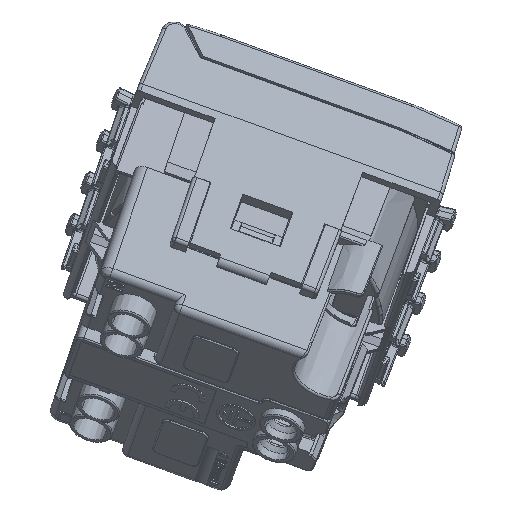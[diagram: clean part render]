
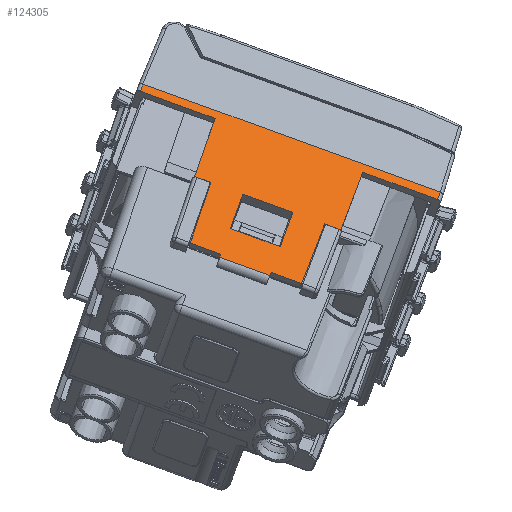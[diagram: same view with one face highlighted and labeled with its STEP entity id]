
A CAD part, left-side view. The second image highlights one B-rep face of the part: STEP entity #124305.
In plain terms, the highlighted face is planar.
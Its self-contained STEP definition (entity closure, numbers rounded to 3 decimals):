
#85748=CARTESIAN_POINT('Vertex',(-3.694,-22.226,-10.106)) ;
#85752=CARTESIAN_POINT('Control Point',(-3.694,-22.226,-10.106)) ;
#85753=CARTESIAN_POINT('Control Point',(-3.692,-22.121,-16.136)) ;
#85754=CARTESIAN_POINT('Vertex',(-3.692,-22.121,-16.136)) ;
#85777=CARTESIAN_POINT('Vertex',(3.692,-22.121,-16.136)) ;
#85815=CARTESIAN_POINT('Line Origine',(0.,-22.121,-16.136)) ;
#85861=CARTESIAN_POINT('Vertex',(3.694,-22.226,-10.106)) ;
#85864=CARTESIAN_POINT('Line Origine',(0.,-22.226,-10.106)) ;
#85884=CARTESIAN_POINT('Control Point',(3.694,-22.226,-10.106)) ;
#85885=CARTESIAN_POINT('Control Point',(3.692,-22.121,-16.136)) ;
#85908=CARTESIAN_POINT('Vertex',(-8.217,-22.043,-20.625)) ;
#85924=CARTESIAN_POINT('Vertex',(-3.7,-22.043,-20.625)) ;
#85927=CARTESIAN_POINT('Line Origine',(-5.958,-22.043,-20.625)) ;
#85948=CARTESIAN_POINT('Vertex',(-8.4,-22.226,-10.125)) ;
#85971=CARTESIAN_POINT('Control Point',(-8.4,-22.226,-10.125)) ;
#85972=CARTESIAN_POINT('Control Point',(-8.217,-22.043,-20.625)) ;
#85989=CARTESIAN_POINT('Vertex',(8.217,-22.043,-20.625)) ;
#85992=CARTESIAN_POINT('Line Origine',(5.958,-22.043,-20.625)) ;
#85996=CARTESIAN_POINT('Vertex',(3.7,-22.043,-20.625)) ;
#86024=CARTESIAN_POINT('Control Point',(8.4,-22.226,-10.125)) ;
#86025=CARTESIAN_POINT('Control Point',(8.217,-22.043,-20.625)) ;
#86026=CARTESIAN_POINT('Vertex',(8.4,-22.226,-10.125)) ;
#86979=CARTESIAN_POINT('Vertex',(-21.95,-22.425,1.275)) ;
#86988=CARTESIAN_POINT('Vertex',(-21.939,-22.403,0.)) ;
#86991=CARTESIAN_POINT('Line Origine',(-21.848,-22.221,-10.425)) ;
#87044=CARTESIAN_POINT('Vertex',(21.939,-22.403,0.)) ;
#87053=CARTESIAN_POINT('Vertex',(21.95,-22.425,1.275)) ;
#87056=CARTESIAN_POINT('Line Origine',(21.848,-22.221,-10.425)) ;
#87582=CARTESIAN_POINT('Line Origine',(0.,-22.425,1.275)) ;
#115465=CARTESIAN_POINT('Line Origine',(16.419,-22.403,0.)) ;
#115469=CARTESIAN_POINT('Vertex',(10.9,-22.403,0.)) ;
#115562=CARTESIAN_POINT('Vertex',(-10.9,-22.403,0.)) ;
#115565=CARTESIAN_POINT('Line Origine',(-16.419,-22.403,0.)) ;
#119145=CARTESIAN_POINT('Vertex',(-10.812,-22.226,-10.125)) ;
#119149=CARTESIAN_POINT('Control Point',(-10.9,-22.403,0.)) ;
#119150=CARTESIAN_POINT('Control Point',(-10.812,-22.226,-10.125)) ;
#119236=CARTESIAN_POINT('Line Origine',(-9.606,-22.226,-10.125)) ;
#119322=CARTESIAN_POINT('Control Point',(10.9,-22.403,0.)) ;
#119323=CARTESIAN_POINT('Control Point',(10.812,-22.226,-10.125)) ;
#119324=CARTESIAN_POINT('Vertex',(10.812,-22.226,-10.125)) ;
#119402=CARTESIAN_POINT('Line Origine',(9.606,-22.226,-10.125)) ;
#124033=CARTESIAN_POINT('Vertex',(-3.695,-22.034,-21.142)) ;
#124037=CARTESIAN_POINT('Control Point',(-3.7,-22.043,-20.625)) ;
#124038=CARTESIAN_POINT('Control Point',(-3.695,-22.034,-21.142)) ;
#124265=CARTESIAN_POINT('Axis2P3D Location',(0.,-22.425,1.275)) ;
#124271=CARTESIAN_POINT('Control Point',(3.7,-22.043,-20.625)) ;
#124272=CARTESIAN_POINT('Control Point',(3.695,-22.034,-21.142)) ;
#124273=CARTESIAN_POINT('Vertex',(3.695,-22.034,-21.142)) ;
#124276=CARTESIAN_POINT('Line Origine',(0.,-22.034,-21.142)) ;
#85816=DIRECTION('Vector Direction',(-1.,0.,0.)) ;
#85865=DIRECTION('Vector Direction',(-1.,0.,0.)) ;
#85928=DIRECTION('Vector Direction',(1.,0.,0.)) ;
#85993=DIRECTION('Vector Direction',(1.,0.,0.)) ;
#86992=DIRECTION('Vector Direction',(0.009,0.017,-1.)) ;
#87057=DIRECTION('Vector Direction',(-0.009,0.017,-1.)) ;
#87583=DIRECTION('Vector Direction',(-1.,0.,0.)) ;
#115466=DIRECTION('Vector Direction',(1.,0.,0.)) ;
#115566=DIRECTION('Vector Direction',(1.,0.,0.)) ;
#119237=DIRECTION('Vector Direction',(1.,0.,0.)) ;
#119403=DIRECTION('Vector Direction',(1.,0.,0.)) ;
#124266=DIRECTION('Axis2P3D Direction',(0.,1.,0.017)) ;
#124267=DIRECTION('Axis2P3D XDirection',(-1.,0.,0.)) ;
#124277=DIRECTION('Vector Direction',(-1.,0.,0.)) ;
#124268=AXIS2_PLACEMENT_3D('Plane Axis2P3D',#124265,#124266,#124267) ;
#124282=ORIENTED_EDGE('',*,*,#124275,.T.) ;
#124283=ORIENTED_EDGE('',*,*,#85998,.F.) ;
#124284=ORIENTED_EDGE('',*,*,#86028,.T.) ;
#124285=ORIENTED_EDGE('',*,*,#119406,.F.) ;
#124286=ORIENTED_EDGE('',*,*,#119326,.T.) ;
#124287=ORIENTED_EDGE('',*,*,#115471,.F.) ;
#124288=ORIENTED_EDGE('',*,*,#87060,.F.) ;
#124289=ORIENTED_EDGE('',*,*,#87586,.T.) ;
#124290=ORIENTED_EDGE('',*,*,#86995,.F.) ;
#124291=ORIENTED_EDGE('',*,*,#115569,.F.) ;
#124292=ORIENTED_EDGE('',*,*,#119151,.T.) ;
#124293=ORIENTED_EDGE('',*,*,#119240,.F.) ;
#124294=ORIENTED_EDGE('',*,*,#85973,.T.) ;
#124295=ORIENTED_EDGE('',*,*,#85931,.F.) ;
#124296=ORIENTED_EDGE('',*,*,#124039,.T.) ;
#124297=ORIENTED_EDGE('',*,*,#124280,.F.) ;
#124300=ORIENTED_EDGE('',*,*,#85756,.T.) ;
#124301=ORIENTED_EDGE('',*,*,#85868,.F.) ;
#124302=ORIENTED_EDGE('',*,*,#85886,.T.) ;
#124303=ORIENTED_EDGE('',*,*,#85819,.F.) ;
#124304=FACE_BOUND('',#124299,.T.) ;
#85817=VECTOR('Line Direction',#85816,1.) ;
#85866=VECTOR('Line Direction',#85865,1.) ;
#85929=VECTOR('Line Direction',#85928,1.) ;
#85994=VECTOR('Line Direction',#85993,1.) ;
#86993=VECTOR('Line Direction',#86992,1.) ;
#87058=VECTOR('Line Direction',#87057,1.) ;
#87584=VECTOR('Line Direction',#87583,1.) ;
#115467=VECTOR('Line Direction',#115466,1.) ;
#115567=VECTOR('Line Direction',#115566,1.) ;
#119238=VECTOR('Line Direction',#119237,1.) ;
#119404=VECTOR('Line Direction',#119403,1.) ;
#124278=VECTOR('Line Direction',#124277,1.) ;
#124305=ADVANCED_FACE('PartBody',(#124298,#124304),#124269,.F.) ;
#85751=B_SPLINE_CURVE_WITH_KNOTS('',1,(#85752,#85753),.UNSPECIFIED.,.F.,.U.,(2,2),(-3.015,3.015),.UNSPECIFIED.) ;
#85883=B_SPLINE_CURVE_WITH_KNOTS('',1,(#85884,#85885),.UNSPECIFIED.,.F.,.U.,(2,2),(-3.015,3.015),.UNSPECIFIED.) ;
#85970=B_SPLINE_CURVE_WITH_KNOTS('',1,(#85971,#85972),.UNSPECIFIED.,.F.,.U.,(2,2),(-5.252,5.252),.UNSPECIFIED.) ;
#86023=B_SPLINE_CURVE_WITH_KNOTS('',1,(#86024,#86025),.UNSPECIFIED.,.F.,.U.,(2,2),(-5.252,5.252),.UNSPECIFIED.) ;
#119148=B_SPLINE_CURVE_WITH_KNOTS('',1,(#119149,#119150),.UNSPECIFIED.,.F.,.U.,(2,2),(-11.065,-0.938),.UNSPECIFIED.) ;
#119321=B_SPLINE_CURVE_WITH_KNOTS('',1,(#119322,#119323),.UNSPECIFIED.,.F.,.U.,(2,2),(-11.065,-0.938),.UNSPECIFIED.) ;
#124036=B_SPLINE_CURVE_WITH_KNOTS('',1,(#124037,#124038),.UNSPECIFIED.,.F.,.U.,(2,2),(-0.259,0.259),.UNSPECIFIED.) ;
#124270=B_SPLINE_CURVE_WITH_KNOTS('',1,(#124271,#124272),.UNSPECIFIED.,.F.,.U.,(2,2),(-0.259,0.259),.UNSPECIFIED.) ;
#85756=EDGE_CURVE('',#85755,#85749,#85751,.F.) ;
#85819=EDGE_CURVE('',#85755,#85778,#85818,.F.) ;
#85868=EDGE_CURVE('',#85862,#85749,#85867,.T.) ;
#85886=EDGE_CURVE('',#85862,#85778,#85883,.T.) ;
#85931=EDGE_CURVE('',#85925,#85909,#85930,.F.) ;
#85973=EDGE_CURVE('',#85949,#85909,#85970,.T.) ;
#85998=EDGE_CURVE('',#85990,#85997,#85995,.F.) ;
#86028=EDGE_CURVE('',#85990,#86027,#86023,.F.) ;
#86995=EDGE_CURVE('',#86989,#86980,#86994,.F.) ;
#87060=EDGE_CURVE('',#87054,#87045,#87059,.T.) ;
#87586=EDGE_CURVE('',#87054,#86980,#87585,.T.) ;
#115471=EDGE_CURVE('',#87045,#115470,#115468,.F.) ;
#115569=EDGE_CURVE('',#115563,#86989,#115568,.F.) ;
#119151=EDGE_CURVE('',#115563,#119146,#119148,.T.) ;
#119240=EDGE_CURVE('',#85949,#119146,#119239,.F.) ;
#119326=EDGE_CURVE('',#119325,#115470,#119321,.F.) ;
#119406=EDGE_CURVE('',#119325,#86027,#119405,.F.) ;
#124039=EDGE_CURVE('',#85925,#124034,#124036,.T.) ;
#124275=EDGE_CURVE('',#124274,#85997,#124270,.F.) ;
#124280=EDGE_CURVE('',#124274,#124034,#124279,.T.) ;
#124281=EDGE_LOOP('',(#124282,#124283,#124284,#124285,#124286,#124287,#124288,#124289,#124290,#124291,#124292,#124293,#124294,#124295,#124296,#124297)) ;
#124299=EDGE_LOOP('',(#124300,#124301,#124302,#124303)) ;
#124298=FACE_OUTER_BOUND('',#124281,.T.) ;
#85818=LINE('Line',#85815,#85817) ;
#85867=LINE('Line',#85864,#85866) ;
#85930=LINE('Line',#85927,#85929) ;
#85995=LINE('Line',#85992,#85994) ;
#86994=LINE('Line',#86991,#86993) ;
#87059=LINE('Line',#87056,#87058) ;
#87585=LINE('Line',#87582,#87584) ;
#115468=LINE('Line',#115465,#115467) ;
#115568=LINE('Line',#115565,#115567) ;
#119239=LINE('Line',#119236,#119238) ;
#119405=LINE('Line',#119402,#119404) ;
#124279=LINE('Line',#124276,#124278) ;
#124269=PLANE('',#124268) ;
#85749=VERTEX_POINT('',#85748) ;
#85755=VERTEX_POINT('',#85754) ;
#85778=VERTEX_POINT('',#85777) ;
#85862=VERTEX_POINT('',#85861) ;
#85909=VERTEX_POINT('',#85908) ;
#85925=VERTEX_POINT('',#85924) ;
#85949=VERTEX_POINT('',#85948) ;
#85990=VERTEX_POINT('',#85989) ;
#85997=VERTEX_POINT('',#85996) ;
#86027=VERTEX_POINT('',#86026) ;
#86980=VERTEX_POINT('',#86979) ;
#86989=VERTEX_POINT('',#86988) ;
#87045=VERTEX_POINT('',#87044) ;
#87054=VERTEX_POINT('',#87053) ;
#115470=VERTEX_POINT('',#115469) ;
#115563=VERTEX_POINT('',#115562) ;
#119146=VERTEX_POINT('',#119145) ;
#119325=VERTEX_POINT('',#119324) ;
#124034=VERTEX_POINT('',#124033) ;
#124274=VERTEX_POINT('',#124273) ;
